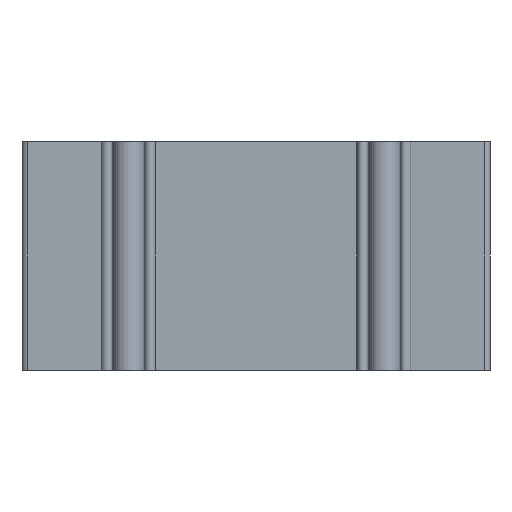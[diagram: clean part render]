
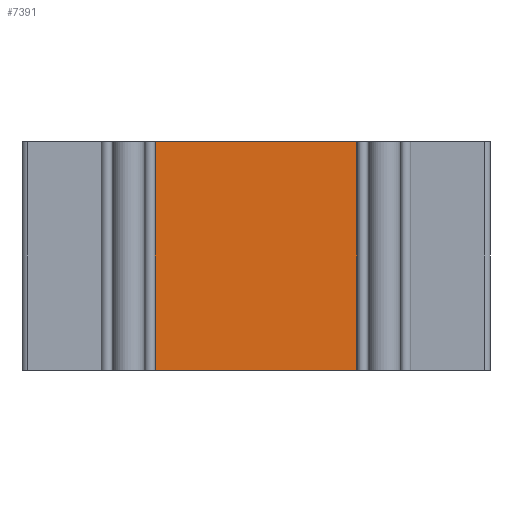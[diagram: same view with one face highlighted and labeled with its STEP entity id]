
A CAD part, front view. The second image highlights one B-rep face of the part: STEP entity #7391.
In plain terms, the highlighted planar face has unit normal (0, -1, 0).
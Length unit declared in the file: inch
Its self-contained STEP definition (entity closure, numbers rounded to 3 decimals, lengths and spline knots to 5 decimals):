
#158=DIRECTION('',(1.,0.,0.));
#159=VECTOR('',#158,0.44094);
#160=CARTESIAN_POINT('',(-0.22047,0.11243,-0.25));
#161=LINE('',#160,#159);
#2067=DIRECTION('',(1.,0.,0.));
#2068=VECTOR('',#2067,0.44094);
#2069=CARTESIAN_POINT('',(-0.22047,0.11243,0.25));
#2070=LINE('',#2069,#2068);
#2979=DIRECTION('',(0.,0.,1.));
#2980=VECTOR('',#2979,0.5);
#2981=CARTESIAN_POINT('',(0.22047,0.11243,-0.25));
#2982=LINE('',#2981,#2980);
#2986=DIRECTION('',(0.,0.,1.));
#2987=VECTOR('',#2986,0.5);
#2988=CARTESIAN_POINT('',(-0.22047,0.11243,-0.25));
#2989=LINE('',#2988,#2987);
#3086=CARTESIAN_POINT('',(-0.22047,0.11243,-0.25));
#3088=VERTEX_POINT('',#3086);
#3089=CARTESIAN_POINT('',(0.22047,0.11243,-0.25));
#3090=VERTEX_POINT('',#3089);
#3144=CARTESIAN_POINT('',(-0.22047,0.11243,0.25));
#3146=VERTEX_POINT('',#3144);
#3147=CARTESIAN_POINT('',(0.22047,0.11243,0.25));
#3148=VERTEX_POINT('',#3147);
#7379=CARTESIAN_POINT('',(-0.22047,0.11243,-0.25));
#7380=DIRECTION('',(0.,-1.,0.));
#7381=DIRECTION('',(1.,0.,0.));
#7382=AXIS2_PLACEMENT_3D('',#7379,#7380,#7381);
#7383=PLANE('',#7382);
#7384=ORIENTED_EDGE('',*,*,#3634,.F.);
#7386=ORIENTED_EDGE('',*,*,#7385,.T.);
#7387=ORIENTED_EDGE('',*,*,#4234,.T.);
#7388=ORIENTED_EDGE('',*,*,#7360,.F.);
#7389=EDGE_LOOP('',(#7384,#7386,#7387,#7388));
#7390=FACE_OUTER_BOUND('',#7389,.F.);
#3634=EDGE_CURVE('',#3088,#3090,#161,.T.);
#4234=EDGE_CURVE('',#3146,#3148,#2070,.T.);
#7360=EDGE_CURVE('',#3090,#3148,#2982,.T.);
#7385=EDGE_CURVE('',#3088,#3146,#2989,.T.);
#7391=ADVANCED_FACE('',(#7390),#7383,.T.);
